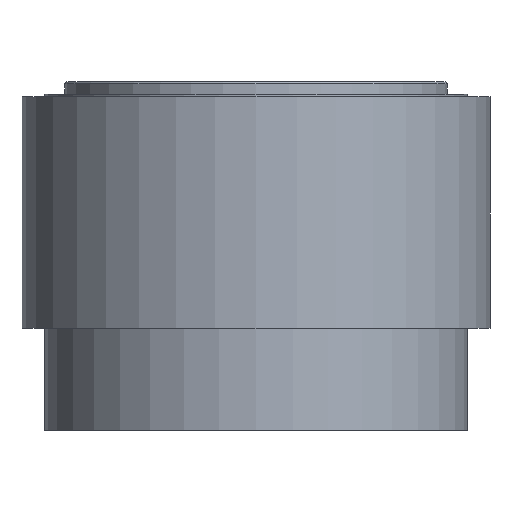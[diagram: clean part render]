
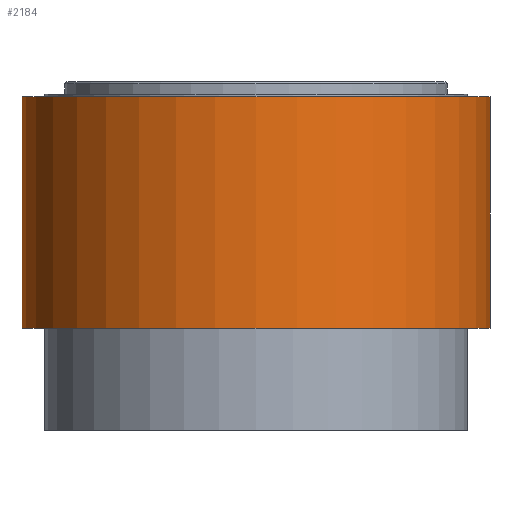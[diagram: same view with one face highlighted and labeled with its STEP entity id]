
A CAD part, front view. The second image highlights one B-rep face of the part: STEP entity #2184.
In plain terms, the highlighted cylindrical face has radius 55 mm (diameter 110 mm), a partial arc.
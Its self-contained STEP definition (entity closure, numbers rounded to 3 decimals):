
#518 = CIRCLE ( 'NONE', #527, 55. ) ;
#524 = DIRECTION ( 'NONE',  ( 1., 0., 0. ) ) ;
#525 = DIRECTION ( 'NONE',  ( 0., 0., 1. ) ) ;
#526 = CARTESIAN_POINT ( 'NONE',  ( 0., 0., 78.45 ) ) ;
#527 = AXIS2_PLACEMENT_3D ( 'NONE', #526, #525, #524 ) ;
#1101 = VERTEX_POINT ( 'NONE', #3962 ) ;
#1117 = VERTEX_POINT ( 'NONE', #4034 ) ;
#1118 = VERTEX_POINT ( 'NONE', #4035 ) ;
#1124 = VERTEX_POINT ( 'NONE', #4022 ) ;
#1138 = EDGE_CURVE ( 'NONE', #1118, #1124, #2476, .T. ) ;
#1152 = EDGE_CURVE ( 'NONE', #1117, #1101, #2782, .T. ) ;
#2174 = EDGE_LOOP ( 'NONE', ( #2185, #2186, #2187, #2188 ) ) ;
#2175 = EDGE_CURVE ( 'NONE', #1124, #1101, #4672, .T. ) ;
#2184 = ADVANCED_FACE ( 'NONE', ( #4719 ), #4713, .T. ) ;
#2185 = ORIENTED_EDGE ( 'NONE', *, *, #1138, .F. ) ;
#2186 = ORIENTED_EDGE ( 'NONE', *, *, #2880, .F. ) ;
#2187 = ORIENTED_EDGE ( 'NONE', *, *, #1152, .T. ) ;
#2188 = ORIENTED_EDGE ( 'NONE', *, *, #2175, .F. ) ;
#2475 = CARTESIAN_POINT ( 'NONE',  ( 55., 0., -4.1 ) ) ;
#2476 = LINE ( 'NONE', #2475, #2498 ) ;
#2497 = DIRECTION ( 'NONE',  ( 0., 0., -1. ) ) ;
#2498 = VECTOR ( 'NONE', #2497, 1000. ) ;
#2781 = CARTESIAN_POINT ( 'NONE',  ( -55., 0., -4.1 ) ) ;
#2782 = LINE ( 'NONE', #2781, #2791 ) ;
#2790 = DIRECTION ( 'NONE',  ( 0., 0., -1. ) ) ;
#2791 = VECTOR ( 'NONE', #2790, 1000. ) ;
#2880 = EDGE_CURVE ( 'NONE', #1117, #1118, #518, .T. ) ;
#3962 = CARTESIAN_POINT ( 'NONE',  ( -55., 0., 24. ) ) ;
#4022 = CARTESIAN_POINT ( 'NONE',  ( 55., 0., 24. ) ) ;
#4034 = CARTESIAN_POINT ( 'NONE',  ( -55., 0., 78.45 ) ) ;
#4035 = CARTESIAN_POINT ( 'NONE',  ( 55., 0., 78.45 ) ) ;
#4670 = CARTESIAN_POINT ( 'NONE',  ( 0., 0., 24. ) ) ;
#4671 = AXIS2_PLACEMENT_3D ( 'NONE', #4670, #4684, #4683 ) ;
#4672 = CIRCLE ( 'NONE', #4671, 55. ) ;
#4683 = DIRECTION ( 'NONE',  ( -1., 0., 0. ) ) ;
#4684 = DIRECTION ( 'NONE',  ( 0., 0., -1. ) ) ;
#4707 = DIRECTION ( 'NONE',  ( -1., 0., 0. ) ) ;
#4708 = DIRECTION ( 'NONE',  ( 0., 0., -1. ) ) ;
#4709 = CARTESIAN_POINT ( 'NONE',  ( 0., 0., -4.1 ) ) ;
#4711 = AXIS2_PLACEMENT_3D ( 'NONE', #4709, #4708, #4707 ) ;
#4713 = CYLINDRICAL_SURFACE ( 'NONE', #4711, 55. ) ;
#4719 = FACE_OUTER_BOUND ( 'NONE', #2174, .T. ) ;
